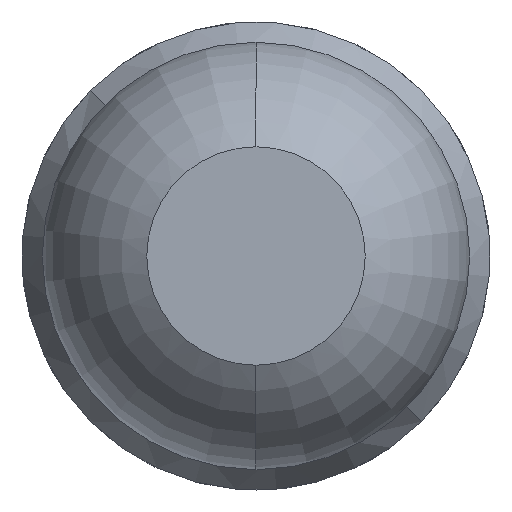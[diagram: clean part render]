
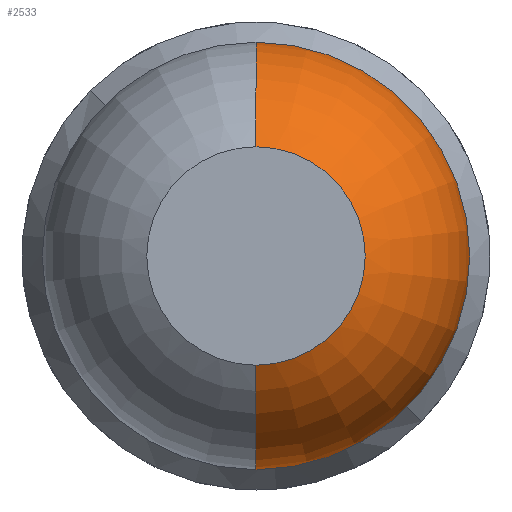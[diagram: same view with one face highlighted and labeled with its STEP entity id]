
A CAD part, front view. The second image highlights one B-rep face of the part: STEP entity #2533.
In plain terms, the highlighted toroidal (fillet/blend) face has major radius 0.035 mm and minor radius 0.65 mm.
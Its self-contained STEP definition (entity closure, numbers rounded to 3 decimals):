
#59 = DIRECTION ( 'NONE',  ( 0., -1., 0. ) ) ;
#88 = VERTEX_POINT ( 'NONE', #4102 ) ;
#194 = CARTESIAN_POINT ( 'NONE',  ( 0., -24.431, 0.035 ) ) ;
#207 = FACE_OUTER_BOUND ( 'NONE', #1025, .T. ) ;
#212 = CARTESIAN_POINT ( 'NONE',  ( 0., -25., 0. ) ) ;
#297 = CARTESIAN_POINT ( 'NONE',  ( 0., -24.431, -0.035 ) ) ;
#405 = TOROIDAL_SURFACE ( 'NONE', #898, 0.035, 0.65 ) ;
#544 = ORIENTED_EDGE ( 'NONE', *, *, #1842, .F. ) ;
#832 = DIRECTION ( 'NONE',  ( 0., -1., 0. ) ) ;
#898 = AXIS2_PLACEMENT_3D ( 'NONE', #2306, #59, #2083 ) ;
#1008 = EDGE_CURVE ( 'Defeature ausgef�hrt1_18+Defeature ausgef�hrt1_4+Defeature ausgef�hrt1_4+Defeature ausgef�hrt1_4', #3928, #4105, #3199, .T. ) ;
#1025 = EDGE_LOOP ( 'NONE', ( #2931, #1885, #4007, #544 ) ) ;
#1300 = DIRECTION ( 'NONE',  ( 0., -1., 0. ) ) ;
#1492 = DIRECTION ( 'NONE',  ( 1., 0., 0. ) ) ;
#1526 = AXIS2_PLACEMENT_3D ( 'NONE', #194, #1492, #3691 ) ;
#1641 = VERTEX_POINT ( 'NONE', #3629 ) ;
#1815 = CIRCLE ( 'NONE', #2300, 0.685 ) ;
#1842 = EDGE_CURVE ( 'NONE', #1641, #3928, #4104, .T. ) ;
#1885 = ORIENTED_EDGE ( 'NONE', *, *, #3914, .T. ) ;
#1889 = CARTESIAN_POINT ( 'NONE',  ( 0., -24.431, 0. ) ) ;
#2083 = DIRECTION ( 'NONE',  ( 0., 0., -1. ) ) ;
#2106 = CIRCLE ( 'NONE', #1526, 0.65 ) ;
#2189 = AXIS2_PLACEMENT_3D ( 'NONE', #297, #4089, #2868 ) ;
#2300 = AXIS2_PLACEMENT_3D ( 'NONE', #1889, #1300, #2570 ) ;
#2306 = CARTESIAN_POINT ( 'NONE',  ( 0., -24.431, 0. ) ) ;
#2533 = ADVANCED_FACE ( 'Defeature ausgef�hrt1_4', ( #207 ), #405, .T. ) ;
#2570 = DIRECTION ( 'NONE',  ( 0., 0., -1. ) ) ;
#2768 = CARTESIAN_POINT ( 'NONE',  ( 0., -25., -0.35 ) ) ;
#2821 = CARTESIAN_POINT ( 'NONE',  ( 0., -25., 0.35 ) ) ;
#2868 = DIRECTION ( 'NONE',  ( 0., 0., 1. ) ) ;
#2931 = ORIENTED_EDGE ( 'NONE', *, *, #3282, .T. ) ;
#3109 = AXIS2_PLACEMENT_3D ( 'NONE', #212, #832, #3402 ) ;
#3199 = CIRCLE ( 'NONE', #3109, 0.35 ) ;
#3282 = EDGE_CURVE ( 'Defeature ausgef�hrt1_4+Defeature ausgef�hrt1_5+Defeature ausgef�hrt1_5+Defeature ausgef�hrt1_5', #1641, #88, #1815, .T. ) ;
#3402 = DIRECTION ( 'NONE',  ( 0., 0., -1. ) ) ;
#3629 = CARTESIAN_POINT ( 'NONE',  ( 0., -24.431, -0.685 ) ) ;
#3691 = DIRECTION ( 'NONE',  ( 0., 0., -1. ) ) ;
#3914 = EDGE_CURVE ( 'NONE', #88, #4105, #2106, .T. ) ;
#3928 = VERTEX_POINT ( 'NONE', #2768 ) ;
#4007 = ORIENTED_EDGE ( 'NONE', *, *, #1008, .F. ) ;
#4089 = DIRECTION ( 'NONE',  ( -1., 0., 0. ) ) ;
#4102 = CARTESIAN_POINT ( 'NONE',  ( 0., -24.431, 0.685 ) ) ;
#4104 = CIRCLE ( 'NONE', #2189, 0.65 ) ;
#4105 = VERTEX_POINT ( 'NONE', #2821 ) ;
